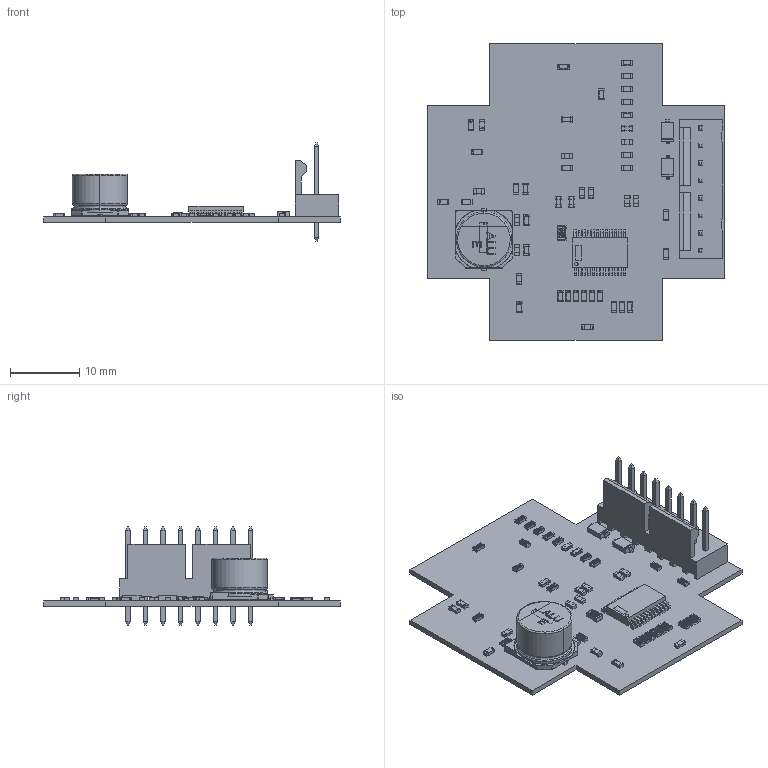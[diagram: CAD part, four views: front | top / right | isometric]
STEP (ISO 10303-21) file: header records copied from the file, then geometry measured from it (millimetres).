
FILE_DESCRIPTION(('Open CASCADE Model'),'2;1');
FILE_NAME('Open CASCADE Shape Model','2019-07-19T13:28:45',('Author'),( 'Open CASCADE'),'Open CASCADE STEP processor 6.8','Open CASCADE 6.8' ,'Unknown');
FILE_SCHEMA(('AUTOMOTIVE_DESIGN { 1 0 10303 214 1 1 1 1 }'));
Length unit declared in the file: millimetre
Products named in the file (228): PCB; Board; U1; 728203072; Extruded; 728203208; 728203344; 967507952; Cylinder; 728203616; R29; 728204432; 728204568; 728196136; 728204704; 728196408; 728195456; 728196544; 728195728; 728204840; 728204976; 728205112; 728197088; 728205248; 728205384; R28; R27; 728193552; 728193688; 728193824; 728193960; 728194096; 728194232; 728194368; 728194504; 728194640; 728194776; 728194912; 728195048; 728195184 ...
Assembly tree (845 placements, depth 4):
  PCB
    Board
    U1
      728203072  x24
        Extruded
      728203208  x24
        Extruded
      728203344
        Extruded
      967507952
        Cylinder
      728203616
        Extruded
    R29
      728204432
      728204568
      728196136
        Extruded
      728204704
        Extruded
      728196408
      728195456
        Extruded
      728196544
        Extruded
      728195728  x2
        Extruded
      728204840
        Extruded
      728204976
        Extruded
      728205112
        Extruded
      728197088
      728205248
        Extruded
      728205384
    R28
      728204432
      728204568
      728196136
        Extruded
      728204704
        Extruded
      728196408
      728195456
        Extruded
      728196544
        Extruded
      728195728  x2
        Extruded
      728204840
        Extruded
      728204976
        Extruded
      728205112
        Extruded
      728197088
      728205248
        Extruded
Bounding box: 43 x 43 x 14.22 mm (x, y, z)
Volume: 2105.1 mm3; surface area: 5181.7 mm2
Topology: 720 solids, 720 shells, 10053 faces, 25615 edges, 17035 vertices
Faces by surface type: plane 9910, cylinder 77, bspline 66
Full cylindrical faces by diameter (mm): 0.508 x1
Entity records: 69580 total; most frequent: CARTESIAN_POINT 11999, DIRECTION 10453, ORIENTED_EDGE 9826, EDGE_CURVE 4913, LINE 4667, VECTOR 4667, VERTEX_POINT 3223, AXIS2_PLACEMENT_3D 2893
